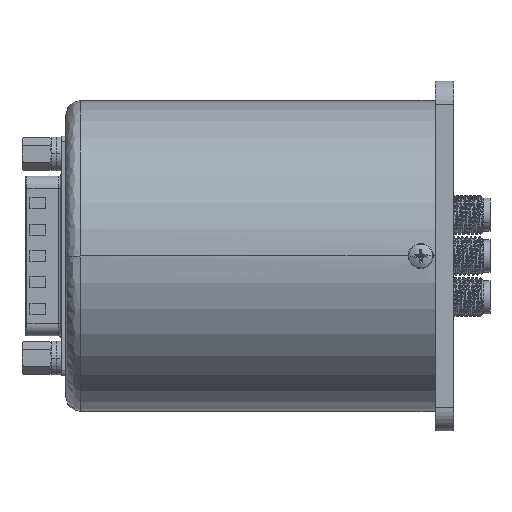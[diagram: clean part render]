
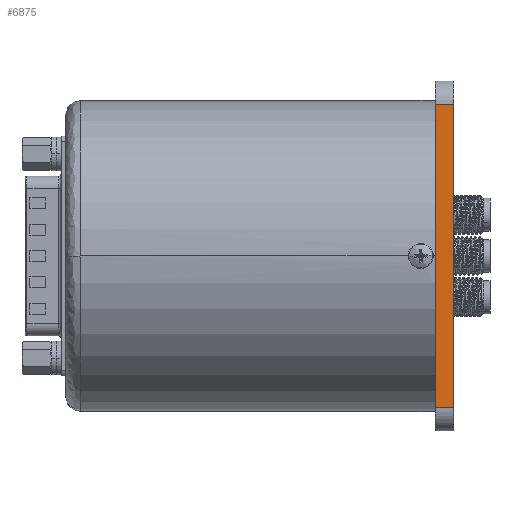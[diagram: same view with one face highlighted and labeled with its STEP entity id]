
A CAD part, left-side view. The second image highlights one B-rep face of the part: STEP entity #6875.
In plain terms, the highlighted planar face has unit normal (-1, 0, 0).
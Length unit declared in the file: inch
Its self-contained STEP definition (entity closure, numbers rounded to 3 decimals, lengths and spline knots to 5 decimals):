
#344 = LINE ( 'NONE', #26652, #12545 ) ;
#1129 = LINE ( 'NONE', #31904, #21722 ) ;
#3694 = CARTESIAN_POINT ( 'NONE',  ( -1.125, 0., 0.975 ) ) ;
#4081 = DIRECTION ( 'NONE',  ( 0., -1., 0. ) ) ;
#4232 = FACE_OUTER_BOUND ( 'NONE', #40207, .T. ) ;
#6033 = VERTEX_POINT ( 'NONE', #12588 ) ;
#6875 = ADVANCED_FACE ( 'NONE', ( #4232 ), #46157, .F. ) ;
#8286 = VERTEX_POINT ( 'NONE', #13025 ) ;
#9311 = DIRECTION ( 'NONE',  ( 0., 1., 0. ) ) ;
#12545 = VECTOR ( 'NONE', #4081, 39.37008 ) ;
#12588 = CARTESIAN_POINT ( 'NONE',  ( -1.125, 0.12, 0.975 ) ) ;
#12802 = CARTESIAN_POINT ( 'NONE',  ( -1.125, 0.12, -0.975 ) ) ;
#13025 = CARTESIAN_POINT ( 'NONE',  ( -1.125, 0.12, -0.975 ) ) ;
#13827 = DIRECTION ( 'NONE',  ( 0., 0., 1. ) ) ;
#15317 = ORIENTED_EDGE ( 'NONE', *, *, #26955, .F. ) ;
#15588 = VECTOR ( 'NONE', #13827, 39.37008 ) ;
#15795 = DIRECTION ( 'NONE',  ( 0., 0., 1. ) ) ;
#16523 = EDGE_CURVE ( 'NONE', #8286, #6033, #1129, .T. ) ;
#17923 = ORIENTED_EDGE ( 'NONE', *, *, #40444, .T. ) ;
#21722 = VECTOR ( 'NONE', #15795, 39.37008 ) ;
#22325 = CARTESIAN_POINT ( 'NONE',  ( -1.125, 0.12, 1.125 ) ) ;
#24749 = LINE ( 'NONE', #40870, #15588 ) ;
#25607 = VERTEX_POINT ( 'NONE', #3694 ) ;
#26388 = AXIS2_PLACEMENT_3D ( 'NONE', #22325, #30521, #45189 ) ;
#26652 = CARTESIAN_POINT ( 'NONE',  ( -1.125, 0.12, 0.975 ) ) ;
#26955 = EDGE_CURVE ( 'NONE', #6033, #25607, #344, .T. ) ;
#28665 = LINE ( 'NONE', #12802, #42332 ) ;
#30521 = DIRECTION ( 'NONE',  ( 1., 0., 0. ) ) ;
#31904 = CARTESIAN_POINT ( 'NONE',  ( -1.125, 0.12, 1.125 ) ) ;
#34612 = ORIENTED_EDGE ( 'NONE', *, *, #16523, .F. ) ;
#36628 = VERTEX_POINT ( 'NONE', #38848 ) ;
#37591 = EDGE_CURVE ( 'NONE', #36628, #8286, #28665, .T. ) ;
#38848 = CARTESIAN_POINT ( 'NONE',  ( -1.125, 0., -0.975 ) ) ;
#38886 = ORIENTED_EDGE ( 'NONE', *, *, #37591, .F. ) ;
#40207 = EDGE_LOOP ( 'NONE', ( #15317, #34612, #38886, #17923 ) ) ;
#40444 = EDGE_CURVE ( 'NONE', #36628, #25607, #24749, .T. ) ;
#40870 = CARTESIAN_POINT ( 'NONE',  ( -1.125, 0., 0. ) ) ;
#42332 = VECTOR ( 'NONE', #9311, 39.37008 ) ;
#45189 = DIRECTION ( 'NONE',  ( 0., 0., -1. ) ) ;
#46157 = PLANE ( 'NONE',  #26388 ) ;
